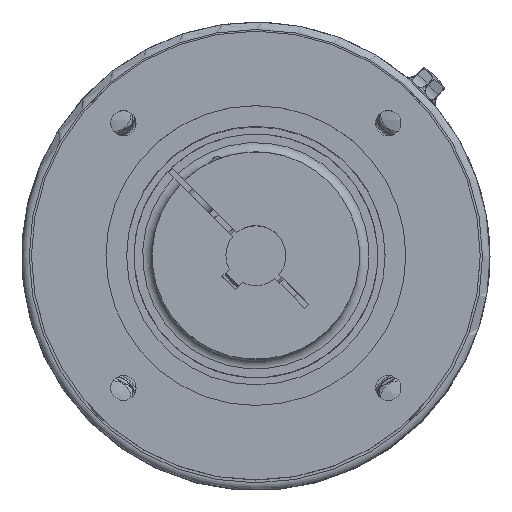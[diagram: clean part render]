
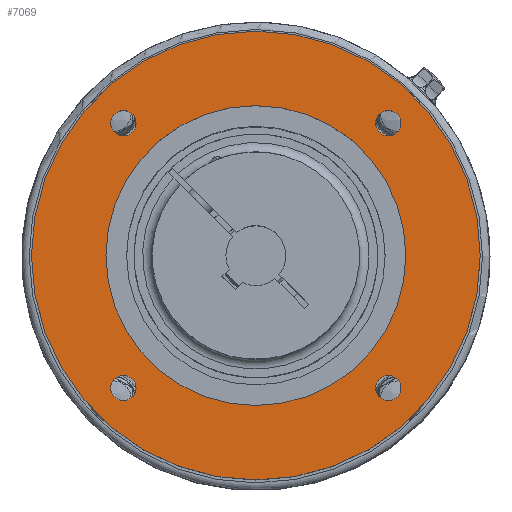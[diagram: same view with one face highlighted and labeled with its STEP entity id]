
A CAD part, top view. The second image highlights one B-rep face of the part: STEP entity #7069.
In plain terms, the highlighted planar face has unit normal (0, 0, 1).
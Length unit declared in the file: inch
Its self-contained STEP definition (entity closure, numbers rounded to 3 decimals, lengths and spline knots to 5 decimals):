
#1 = EDGE_LOOP ( 'NONE', ( #7267 ) ) ;
#295 = CIRCLE ( 'NONE', #18213, 1.57579 ) ;
#1068 = CARTESIAN_POINT ( 'NONE',  ( 2.35827, 0., 7.1076 ) ) ;
#1623 = FACE_BOUND ( 'NONE', #18881, .T. ) ;
#2005 = CARTESIAN_POINT ( 'NONE',  ( -1.25894, 1.39194, 7.1076 ) ) ;
#2843 = CIRCLE ( 'NONE', #24853, 2.35827 ) ;
#4195 = ORIENTED_EDGE ( 'NONE', *, *, #6939, .F. ) ;
#4205 = EDGE_LOOP ( 'NONE', ( #30994 ) ) ;
#4279 = DIRECTION ( 'NONE',  ( 0., 0., 1. ) ) ;
#4349 = CARTESIAN_POINT ( 'NONE',  ( 0., 0., 7.1076 ) ) ;
#4390 = CARTESIAN_POINT ( 'NONE',  ( -1.39194, -1.39194, 7.1076 ) ) ;
#5885 = CARTESIAN_POINT ( 'NONE',  ( 1.39194, 1.39194, 7.1076 ) ) ;
#6423 = EDGE_LOOP ( 'NONE', ( #10340 ) ) ;
#6939 = EDGE_CURVE ( 'NONE', #17175, #17175, #16205, .T. ) ;
#7069 = ADVANCED_FACE ( 'NONE', ( #1623, #28883, #21347, #26153, #14140, #16540 ), #26313, .T. ) ;
#7267 = ORIENTED_EDGE ( 'NONE', *, *, #28927, .F. ) ;
#8298 = VERTEX_POINT ( 'NONE', #1068 ) ;
#8623 = DIRECTION ( 'NONE',  ( 1., 0., 0. ) ) ;
#8911 = AXIS2_PLACEMENT_3D ( 'NONE', #22224, #19978, #19651 ) ;
#9382 = DIRECTION ( 'NONE',  ( 1., 0., 0. ) ) ;
#9448 = CARTESIAN_POINT ( 'NONE',  ( 1.52494, -1.39194, 7.1076 ) ) ;
#10126 = CARTESIAN_POINT ( 'NONE',  ( 0., 0., 7.1076 ) ) ;
#10340 = ORIENTED_EDGE ( 'NONE', *, *, #31199, .F. ) ;
#11826 = CIRCLE ( 'NONE', #22042, 0.133 ) ;
#12934 = VERTEX_POINT ( 'NONE', #20462 ) ;
#13116 = EDGE_LOOP ( 'NONE', ( #29573 ) ) ;
#13491 = CIRCLE ( 'NONE', #8911, 0.133 ) ;
#13881 = CARTESIAN_POINT ( 'NONE',  ( -1.39194, 1.39194, 7.1076 ) ) ;
#14067 = DIRECTION ( 'NONE',  ( 1., 0., 0. ) ) ;
#14140 = FACE_BOUND ( 'NONE', #13116, .T. ) ;
#14982 = EDGE_CURVE ( 'NONE', #26414, #26414, #13491, .T. ) ;
#15077 = DIRECTION ( 'NONE',  ( 0., 0., 1. ) ) ;
#15645 = DIRECTION ( 'NONE',  ( 0., 0., 1. ) ) ;
#16056 = DIRECTION ( 'NONE',  ( 0., 0., 1. ) ) ;
#16205 = CIRCLE ( 'NONE', #18770, 0.133 ) ;
#16540 = FACE_OUTER_BOUND ( 'NONE', #4205, .T. ) ;
#17175 = VERTEX_POINT ( 'NONE', #25028 ) ;
#17334 = CIRCLE ( 'NONE', #28105, 0.133 ) ;
#18051 = DIRECTION ( 'NONE',  ( 0., 0., 1. ) ) ;
#18213 = AXIS2_PLACEMENT_3D ( 'NONE', #10126, #15077, #20041 ) ;
#18770 = AXIS2_PLACEMENT_3D ( 'NONE', #4390, #31335, #9382 ) ;
#18881 = EDGE_LOOP ( 'NONE', ( #4195 ) ) ;
#18941 = DIRECTION ( 'NONE',  ( 1., 0., 0. ) ) ;
#19510 = ORIENTED_EDGE ( 'NONE', *, *, #14982, .F. ) ;
#19651 = DIRECTION ( 'NONE',  ( 1., 0., 0. ) ) ;
#19978 = DIRECTION ( 'NONE',  ( 0., 0., 1. ) ) ;
#20041 = DIRECTION ( 'NONE',  ( 1., 0., 0. ) ) ;
#20247 = EDGE_CURVE ( 'NONE', #12934, #12934, #295, .T. ) ;
#20447 = EDGE_CURVE ( 'NONE', #8298, #8298, #2843, .T. ) ;
#20462 = CARTESIAN_POINT ( 'NONE',  ( 1.57579, 0., 7.1076 ) ) ;
#21347 = FACE_BOUND ( 'NONE', #1, .T. ) ;
#22042 = AXIS2_PLACEMENT_3D ( 'NONE', #5885, #18051, #27847 ) ;
#22224 = CARTESIAN_POINT ( 'NONE',  ( 1.39194, -1.39194, 7.1076 ) ) ;
#24219 = EDGE_LOOP ( 'NONE', ( #19510 ) ) ;
#24451 = VERTEX_POINT ( 'NONE', #2005 ) ;
#24853 = AXIS2_PLACEMENT_3D ( 'NONE', #26240, #4279, #14067 ) ;
#25028 = CARTESIAN_POINT ( 'NONE',  ( -1.25894, -1.39194, 7.1076 ) ) ;
#26153 = FACE_BOUND ( 'NONE', #6423, .T. ) ;
#26240 = CARTESIAN_POINT ( 'NONE',  ( 0., 0., 7.1076 ) ) ;
#26313 = PLANE ( 'NONE',  #29472 ) ;
#26414 = VERTEX_POINT ( 'NONE', #9448 ) ;
#27847 = DIRECTION ( 'NONE',  ( 1., 0., 0. ) ) ;
#28105 = AXIS2_PLACEMENT_3D ( 'NONE', #13881, #15645, #8623 ) ;
#28883 = FACE_BOUND ( 'NONE', #24219, .T. ) ;
#28927 = EDGE_CURVE ( 'NONE', #29108, #29108, #11826, .T. ) ;
#28946 = CARTESIAN_POINT ( 'NONE',  ( 1.52494, 1.39194, 7.1076 ) ) ;
#29108 = VERTEX_POINT ( 'NONE', #28946 ) ;
#29472 = AXIS2_PLACEMENT_3D ( 'NONE', #4349, #16056, #18941 ) ;
#29573 = ORIENTED_EDGE ( 'NONE', *, *, #20247, .F. ) ;
#30994 = ORIENTED_EDGE ( 'NONE', *, *, #20447, .T. ) ;
#31199 = EDGE_CURVE ( 'NONE', #24451, #24451, #17334, .T. ) ;
#31335 = DIRECTION ( 'NONE',  ( 0., 0., 1. ) ) ;
